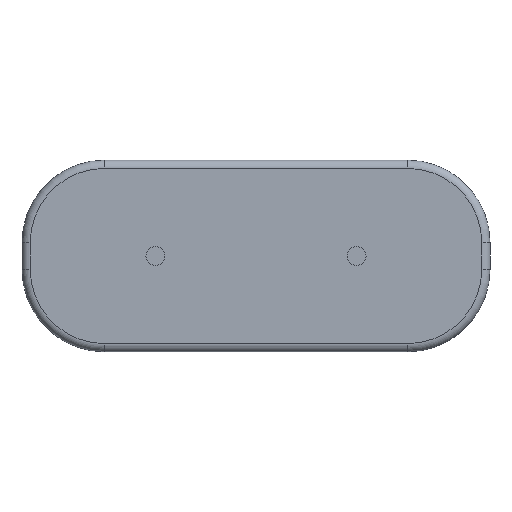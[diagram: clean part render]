
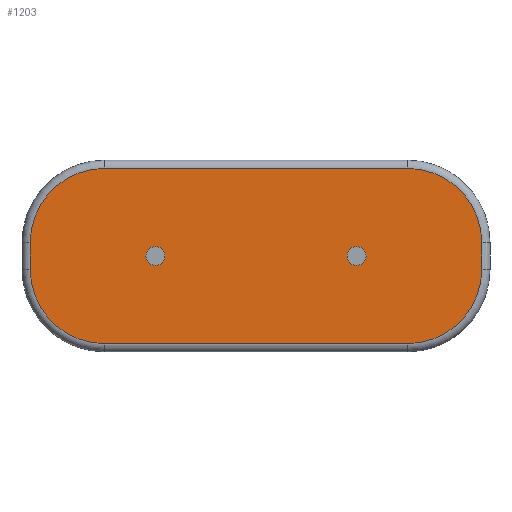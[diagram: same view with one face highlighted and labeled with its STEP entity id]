
A CAD part, front view. The second image highlights one B-rep face of the part: STEP entity #1203.
In plain terms, the highlighted planar face has unit normal (0, -1, 0).
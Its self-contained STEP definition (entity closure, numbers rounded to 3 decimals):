
#518 = CARTESIAN_POINT ( 'NONE',  ( 3.235, 0., -2.555 ) ) ;
#523 = CARTESIAN_POINT ( 'NONE',  ( 8.115, 0., -2.095 ) ) ;
#524 = CARTESIAN_POINT ( 'NONE',  ( 8.115, 0., -2.555 ) ) ;
#548 = DIRECTION ( 'NONE',  ( 0., 0., 1. ) ) ;
#549 = DIRECTION ( 'NONE',  ( 0., -1., 0. ) ) ;
#550 = CARTESIAN_POINT ( 'NONE',  ( 3.235, 0., -2.325 ) ) ;
#551 = AXIS2_PLACEMENT_3D ( 'NONE', #550, #549, #548 ) ;
#552 = CIRCLE ( 'NONE', #551, 0.23 ) ;
#573 = DIRECTION ( 'NONE',  ( 0., 0., 1. ) ) ;
#574 = DIRECTION ( 'NONE',  ( 0., -1., 0. ) ) ;
#575 = CARTESIAN_POINT ( 'NONE',  ( 8.115, 0., -2.325 ) ) ;
#576 = AXIS2_PLACEMENT_3D ( 'NONE', #575, #574, #573 ) ;
#582 = CIRCLE ( 'NONE', #576, 0.23 ) ;
#625 = FACE_BOUND ( 'NONE', #1318, .T. ) ;
#626 = FACE_BOUND ( 'NONE', #1302, .T. ) ;
#627 = FACE_OUTER_BOUND ( 'NONE', #1204, .T. ) ;
#633 = CARTESIAN_POINT ( 'NONE',  ( 9.35, 0., -0.2 ) ) ;
#634 = DIRECTION ( 'NONE',  ( 0., 0., 1. ) ) ;
#635 = DIRECTION ( 'NONE',  ( 0., -1., 0. ) ) ;
#636 = CARTESIAN_POINT ( 'NONE',  ( 9.35, 0., -2. ) ) ;
#637 = AXIS2_PLACEMENT_3D ( 'NONE', #636, #635, #634 ) ;
#638 = CIRCLE ( 'NONE', #637, 1.8 ) ;
#639 = CARTESIAN_POINT ( 'NONE',  ( 11.15, 0., -2. ) ) ;
#640 = CARTESIAN_POINT ( 'NONE',  ( 11.15, 0., -2.65 ) ) ;
#645 = CARTESIAN_POINT ( 'NONE',  ( 3.235, 0., -2.095 ) ) ;
#664 = DIRECTION ( 'NONE',  ( 0., 0., 1. ) ) ;
#665 = VECTOR ( 'NONE', #664, 1000. ) ;
#666 = CARTESIAN_POINT ( 'NONE',  ( 11.15, 0., -2.65 ) ) ;
#667 = LINE ( 'NONE', #666, #665 ) ;
#668 = DIRECTION ( 'NONE',  ( 0., 0., 1. ) ) ;
#669 = DIRECTION ( 'NONE',  ( 0., 1., 0. ) ) ;
#670 = CARTESIAN_POINT ( 'NONE',  ( 2., 0., -2.65 ) ) ;
#671 = AXIS2_PLACEMENT_3D ( 'NONE', #670, #669, #668 ) ;
#672 = PLANE ( 'NONE',  #671 ) ;
#801 = CARTESIAN_POINT ( 'NONE',  ( 0.2, 0., -2.65 ) ) ;
#802 = DIRECTION ( 'NONE',  ( 0., 0., 1. ) ) ;
#803 = DIRECTION ( 'NONE',  ( 0., -1., 0. ) ) ;
#804 = CARTESIAN_POINT ( 'NONE',  ( 2., 0., -2.65 ) ) ;
#805 = AXIS2_PLACEMENT_3D ( 'NONE', #804, #803, #802 ) ;
#806 = CIRCLE ( 'NONE', #805, 1.8 ) ;
#812 = CARTESIAN_POINT ( 'NONE',  ( 2., 0., -4.45 ) ) ;
#829 = DIRECTION ( 'NONE',  ( 0., 0., 1. ) ) ;
#830 = DIRECTION ( 'NONE',  ( 0., -1., 0. ) ) ;
#831 = CARTESIAN_POINT ( 'NONE',  ( 3.235, 0., -2.325 ) ) ;
#832 = AXIS2_PLACEMENT_3D ( 'NONE', #831, #830, #829 ) ;
#833 = CIRCLE ( 'NONE', #832, 0.23 ) ;
#840 = DIRECTION ( 'NONE',  ( -1., 0., 0. ) ) ;
#841 = VECTOR ( 'NONE', #840, 1000. ) ;
#842 = CARTESIAN_POINT ( 'NONE',  ( 2., 0., -0.2 ) ) ;
#846 = LINE ( 'NONE', #842, #841 ) ;
#854 = DIRECTION ( 'NONE',  ( 0., 0., -1. ) ) ;
#855 = VECTOR ( 'NONE', #854, 1000. ) ;
#856 = CARTESIAN_POINT ( 'NONE',  ( 0.2, 0., -2.65 ) ) ;
#857 = LINE ( 'NONE', #856, #855 ) ;
#858 = DIRECTION ( 'NONE',  ( 1., 0., 0. ) ) ;
#859 = VECTOR ( 'NONE', #858, 1000. ) ;
#860 = CARTESIAN_POINT ( 'NONE',  ( 2., 0., -4.45 ) ) ;
#861 = LINE ( 'NONE', #860, #859 ) ;
#876 = CARTESIAN_POINT ( 'NONE',  ( 2., 0., -0.2 ) ) ;
#878 = DIRECTION ( 'NONE',  ( 0., 0., 1. ) ) ;
#879 = DIRECTION ( 'NONE',  ( 0., -1., 0. ) ) ;
#880 = CARTESIAN_POINT ( 'NONE',  ( 2., 0., -2. ) ) ;
#881 = AXIS2_PLACEMENT_3D ( 'NONE', #880, #879, #878 ) ;
#882 = CIRCLE ( 'NONE', #881, 1.8 ) ;
#883 = CARTESIAN_POINT ( 'NONE',  ( 0.2, 0., -2. ) ) ;
#892 = CARTESIAN_POINT ( 'NONE',  ( 8.115, 0., -2.325 ) ) ;
#893 = CIRCLE ( 'NONE', #952, 0.23 ) ;
#898 = DIRECTION ( 'NONE',  ( 0., 0., 1. ) ) ;
#899 = DIRECTION ( 'NONE',  ( 0., -1., 0. ) ) ;
#900 = CARTESIAN_POINT ( 'NONE',  ( 9.35, 0., -2.65 ) ) ;
#901 = AXIS2_PLACEMENT_3D ( 'NONE', #900, #899, #898 ) ;
#902 = CIRCLE ( 'NONE', #901, 1.8 ) ;
#927 = CARTESIAN_POINT ( 'NONE',  ( 9.35, 0., -4.45 ) ) ;
#950 = DIRECTION ( 'NONE',  ( 0., 0., 1. ) ) ;
#951 = DIRECTION ( 'NONE',  ( 0., -1., 0. ) ) ;
#952 = AXIS2_PLACEMENT_3D ( 'NONE', #892, #951, #950 ) ;
#1127 = VERTEX_POINT ( 'NONE', #518 ) ;
#1145 = EDGE_CURVE ( 'NONE', #1127, #1194, #552, .T. ) ;
#1158 = VERTEX_POINT ( 'NONE', #524 ) ;
#1159 = VERTEX_POINT ( 'NONE', #523 ) ;
#1163 = EDGE_CURVE ( 'NONE', #1158, #1159, #582, .T. ) ;
#1194 = VERTEX_POINT ( 'NONE', #645 ) ;
#1197 = VERTEX_POINT ( 'NONE', #640 ) ;
#1198 = VERTEX_POINT ( 'NONE', #639 ) ;
#1199 = ORIENTED_EDGE ( 'NONE', *, *, #1200, .T. ) ;
#1200 = EDGE_CURVE ( 'NONE', #1198, #1201, #638, .T. ) ;
#1201 = VERTEX_POINT ( 'NONE', #633 ) ;
#1203 = ADVANCED_FACE ( 'NONE', ( #627, #626, #625 ), #672, .F. ) ;
#1204 = EDGE_LOOP ( 'NONE', ( #1205, #1199, #1308, #1334, #1325, #1299, #1347, #1397 ) ) ;
#1205 = ORIENTED_EDGE ( 'NONE', *, *, #1206, .T. ) ;
#1206 = EDGE_CURVE ( 'NONE', #1197, #1198, #667, .T. ) ;
#1298 = VERTEX_POINT ( 'NONE', #812 ) ;
#1299 = ORIENTED_EDGE ( 'NONE', *, *, #1306, .T. ) ;
#1302 = EDGE_LOOP ( 'NONE', ( #1384, #1328 ) ) ;
#1306 = EDGE_CURVE ( 'NONE', #1307, #1298, #806, .T. ) ;
#1307 = VERTEX_POINT ( 'NONE', #801 ) ;
#1308 = ORIENTED_EDGE ( 'NONE', *, *, #1315, .T. ) ;
#1311 = EDGE_CURVE ( 'NONE', #1298, #1376, #861, .T. ) ;
#1312 = EDGE_CURVE ( 'NONE', #1331, #1307, #857, .T. ) ;
#1315 = EDGE_CURVE ( 'NONE', #1201, #1335, #846, .T. ) ;
#1318 = EDGE_LOOP ( 'NONE', ( #1319, #1382 ) ) ;
#1319 = ORIENTED_EDGE ( 'NONE', *, *, #1358, .F. ) ;
#1323 = EDGE_CURVE ( 'NONE', #1194, #1127, #833, .T. ) ;
#1325 = ORIENTED_EDGE ( 'NONE', *, *, #1312, .T. ) ;
#1328 = ORIENTED_EDGE ( 'NONE', *, *, #1145, .F. ) ;
#1331 = VERTEX_POINT ( 'NONE', #883 ) ;
#1332 = EDGE_CURVE ( 'NONE', #1335, #1331, #882, .T. ) ;
#1334 = ORIENTED_EDGE ( 'NONE', *, *, #1332, .T. ) ;
#1335 = VERTEX_POINT ( 'NONE', #876 ) ;
#1347 = ORIENTED_EDGE ( 'NONE', *, *, #1311, .T. ) ;
#1356 = EDGE_CURVE ( 'NONE', #1376, #1197, #902, .T. ) ;
#1358 = EDGE_CURVE ( 'NONE', #1159, #1158, #893, .T. ) ;
#1376 = VERTEX_POINT ( 'NONE', #927 ) ;
#1382 = ORIENTED_EDGE ( 'NONE', *, *, #1163, .F. ) ;
#1384 = ORIENTED_EDGE ( 'NONE', *, *, #1323, .F. ) ;
#1397 = ORIENTED_EDGE ( 'NONE', *, *, #1356, .T. ) ;
